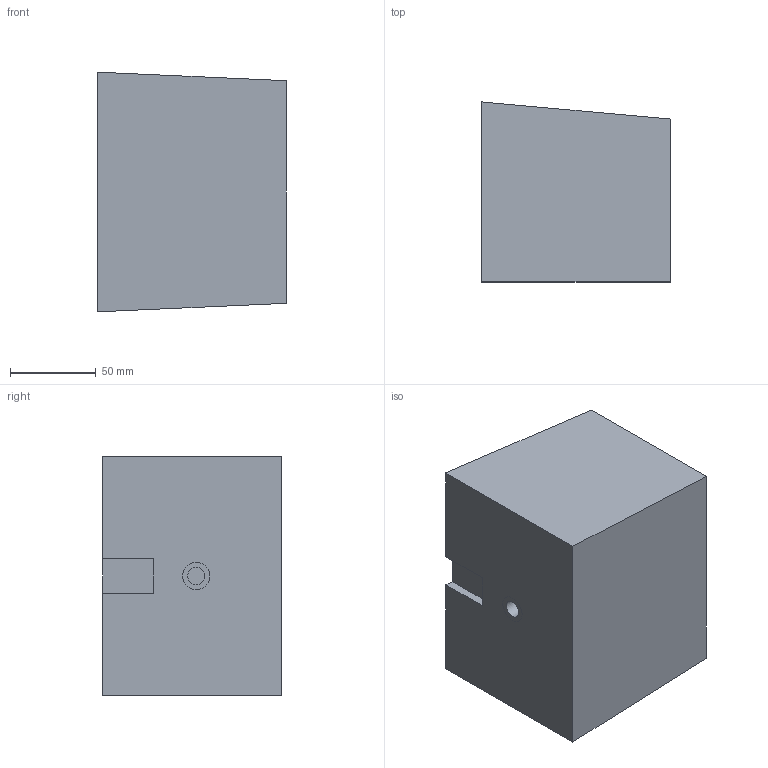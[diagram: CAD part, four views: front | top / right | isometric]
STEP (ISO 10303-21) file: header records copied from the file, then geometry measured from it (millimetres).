
FILE_DESCRIPTION(/* description */ (''),/* implementation_level */ '2;1');
FILE_NAME(/* name */ 'USK 40.stp',/* time_stamp */ '2023-02-09T11:04:06+01:00',/* author */ ('Bruker'),/* organization */ (''),/* preprocessor_version */ 'ST-DEVELOPER v18.1',/* originating_system */ 'Autodesk Inventor 2021',/* authorisation */ '');
FILE_SCHEMA (('AUTOMOTIVE_DESIGN { 1 0 10303 214 3 1 1 }'));
Length unit declared in the file: millimetre
Products named in the file (3): USK 40; Utsparingskloss TSS-RVK 40 uten magnet; Festeanordning
Assembly tree (2 placements, depth 2):
  USK 40
    Utsparingskloss TSS-RVK 40 uten magnet
    Festeanordning
Bounding box: 110 x 105 x 140 mm (x, y, z)
Volume: 1490847.5 mm3; surface area: 91649.5 mm2
Topology: 2 solids, 2 shells, 22 faces, 47 edges, 31 vertices
Faces by surface type: plane 18, cylinder 3, cone 1
Full cylindrical faces by diameter (mm): 10.106 x1, 16 x2
Entity records: 698 total; most frequent: DIRECTION 106, CARTESIAN_POINT 104, ORIENTED_EDGE 92, EDGE_CURVE 46, LINE 40, VECTOR 40, AXIS2_PLACEMENT_3D 33, VERTEX_POINT 31
